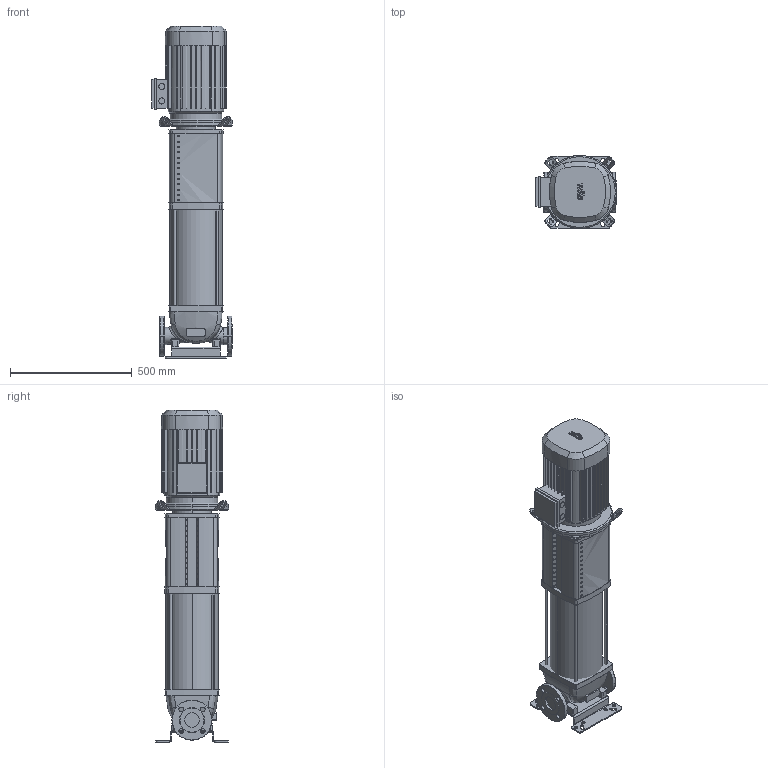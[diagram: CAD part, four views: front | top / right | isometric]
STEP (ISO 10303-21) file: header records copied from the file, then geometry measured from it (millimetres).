
FILE_DESCRIPTION((''),'2;1');
FILE_NAME('3d_HELIXV2208-2_25_V-4139786.stp','2016-08-24T09:01:18',(''),(''),'Mechanical Desktop 2009','Mechanical Desktop 2009',', , ');
FILE_SCHEMA(('CONFIG_CONTROL_DESIGN'));
Length unit declared in the file: millimetre
Products named in the file (1): Product
Bounding box: 332 x 300 x 1364.2 mm (x, y, z)
Volume: 49449336.4 mm3; surface area: 2553816.4 mm2
Topology: 18 solids, 18 shells, 1088 faces, 2916 edges, 1893 vertices
Faces by surface type: bspline 455, plane 348, cylinder 211, torus 42, cone 32
Entity records: 39584 total; most frequent: CARTESIAN_POINT 12775, ORIENTED_EDGE 5832, DIRECTION 4973, EDGE_CURVE 2916, VERTEX_POINT 1893, VECTOR 1835, LINE 1835, AXIS2_PLACEMENT_3D 1569
